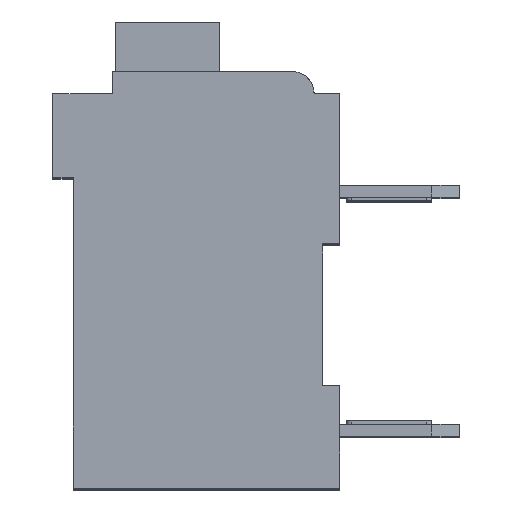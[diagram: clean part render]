
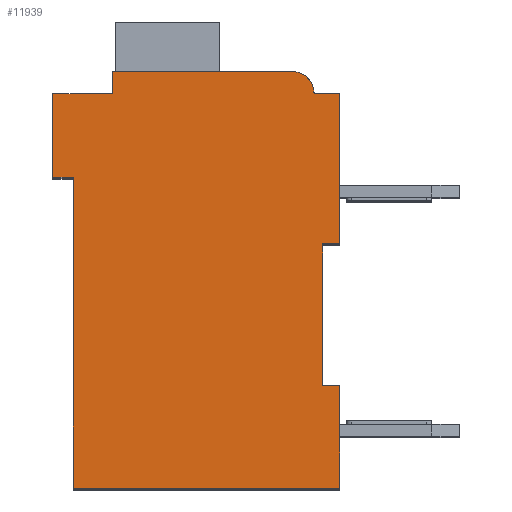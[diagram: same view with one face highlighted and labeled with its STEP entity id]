
A CAD part, top view. The second image highlights one B-rep face of the part: STEP entity #11939.
In plain terms, the highlighted planar face has unit normal (0, 0, 1).
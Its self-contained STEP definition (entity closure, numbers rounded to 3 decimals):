
#2240=DIRECTION('',(1.,0.,0.));
#2241=VECTOR('',#2240,0.5);
#2242=CARTESIAN_POINT('',(7.3,7.15,2.1));
#2243=LINE('',#2242,#2241);
#2244=DIRECTION('',(0.,1.,0.));
#2245=VECTOR('',#2244,4.15);
#2246=CARTESIAN_POINT('',(7.3,3.,2.1));
#2247=LINE('',#2246,#2245);
#2248=DIRECTION('',(-1.,0.,0.));
#2249=VECTOR('',#2248,0.5);
#2250=CARTESIAN_POINT('',(7.8,3.,2.1));
#2251=LINE('',#2250,#2249);
#2252=DIRECTION('',(0.,1.,0.));
#2253=VECTOR('',#2252,3.);
#2254=CARTESIAN_POINT('',(7.8,0.,2.1));
#2255=LINE('',#2254,#2253);
#2256=DIRECTION('',(1.,0.,0.));
#2257=VECTOR('',#2256,7.8);
#2258=CARTESIAN_POINT('',(0.,0.,2.1));
#2259=LINE('',#2258,#2257);
#2260=DIRECTION('',(0.,-1.,0.));
#2261=VECTOR('',#2260,9.1);
#2262=CARTESIAN_POINT('',(0.,9.1,2.1));
#2263=LINE('',#2262,#2261);
#2264=DIRECTION('',(1.,0.,0.));
#2265=VECTOR('',#2264,0.6);
#2266=CARTESIAN_POINT('',(-0.6,9.1,2.1));
#2267=LINE('',#2266,#2265);
#2268=DIRECTION('',(0.,-1.,0.));
#2269=VECTOR('',#2268,2.45);
#2270=CARTESIAN_POINT('',(-0.6,11.55,2.1));
#2271=LINE('',#2270,#2269);
#2272=DIRECTION('',(-1.,0.,0.));
#2273=VECTOR('',#2272,1.75);
#2274=CARTESIAN_POINT('',(1.15,11.55,2.1));
#2275=LINE('',#2274,#2273);
#2276=DIRECTION('',(0.,-1.,0.));
#2277=VECTOR('',#2276,0.65);
#2278=CARTESIAN_POINT('',(1.15,12.2,2.1));
#2279=LINE('',#2278,#2277);
#2280=DIRECTION('',(-1.,0.,0.));
#2281=VECTOR('',#2280,5.25);
#2282=CARTESIAN_POINT('',(6.4,12.2,2.1));
#2283=LINE('',#2282,#2281);
#2284=CARTESIAN_POINT('',(6.4,11.55,2.1));
#2285=DIRECTION('',(0.,0.,1.));
#2286=DIRECTION('',(1.,0.,0.));
#2287=AXIS2_PLACEMENT_3D('',#2284,#2285,#2286);
#2289=DIRECTION('',(-1.,0.,0.));
#2290=VECTOR('',#2289,0.75);
#2291=CARTESIAN_POINT('',(7.8,11.55,2.1));
#2292=LINE('',#2291,#2290);
#2293=DIRECTION('',(0.,1.,0.));
#2294=VECTOR('',#2293,4.4);
#2295=CARTESIAN_POINT('',(7.8,7.15,2.1));
#2296=LINE('',#2295,#2294);
#7579=CARTESIAN_POINT('',(7.3,7.15,2.1));
#7580=CARTESIAN_POINT('',(7.8,7.15,2.1));
#7581=VERTEX_POINT('',#7579);
#7582=VERTEX_POINT('',#7580);
#7583=CARTESIAN_POINT('',(7.8,11.55,2.1));
#7584=VERTEX_POINT('',#7583);
#7585=CARTESIAN_POINT('',(7.05,11.55,2.1));
#7586=VERTEX_POINT('',#7585);
#7587=CARTESIAN_POINT('',(6.4,12.2,2.1));
#7588=VERTEX_POINT('',#7587);
#7589=CARTESIAN_POINT('',(1.15,12.2,2.1));
#7590=VERTEX_POINT('',#7589);
#7591=CARTESIAN_POINT('',(1.15,11.55,2.1));
#7592=VERTEX_POINT('',#7591);
#7593=CARTESIAN_POINT('',(-0.6,11.55,2.1));
#7594=VERTEX_POINT('',#7593);
#7595=CARTESIAN_POINT('',(-0.6,9.1,2.1));
#7596=VERTEX_POINT('',#7595);
#7597=CARTESIAN_POINT('',(0.,9.1,2.1));
#7598=VERTEX_POINT('',#7597);
#7599=CARTESIAN_POINT('',(0.,0.,2.1));
#7600=VERTEX_POINT('',#7599);
#7601=CARTESIAN_POINT('',(7.8,0.,2.1));
#7602=VERTEX_POINT('',#7601);
#7603=CARTESIAN_POINT('',(7.8,3.,2.1));
#7604=VERTEX_POINT('',#7603);
#7605=CARTESIAN_POINT('',(7.3,3.,2.1));
#7606=VERTEX_POINT('',#7605);
#11915=CARTESIAN_POINT('',(0.,0.,2.1));
#11916=DIRECTION('',(0.,0.,1.));
#11917=DIRECTION('',(1.,0.,0.));
#11918=AXIS2_PLACEMENT_3D('',#11915,#11916,#11917);
#11919=PLANE('',#11918);
#11920=ORIENTED_EDGE('',*,*,#9956,.F.);
#11921=ORIENTED_EDGE('',*,*,#10363,.F.);
#11923=ORIENTED_EDGE('',*,*,#11922,.F.);
#11925=ORIENTED_EDGE('',*,*,#11924,.F.);
#11927=ORIENTED_EDGE('',*,*,#11926,.F.);
#11928=ORIENTED_EDGE('',*,*,#10670,.F.);
#11929=ORIENTED_EDGE('',*,*,#10758,.F.);
#11930=ORIENTED_EDGE('',*,*,#10912,.F.);
#11931=ORIENTED_EDGE('',*,*,#11071,.F.);
#11932=ORIENTED_EDGE('',*,*,#11140,.F.);
#11933=ORIENTED_EDGE('',*,*,#11402,.F.);
#11934=ORIENTED_EDGE('',*,*,#11773,.F.);
#11935=ORIENTED_EDGE('',*,*,#11685,.F.);
#11936=ORIENTED_EDGE('',*,*,#10179,.F.);
#11937=EDGE_LOOP('',(#11920,#11921,#11923,#11925,#11927,#11928,#11929,#11930,
#11931,#11932,#11933,#11934,#11935,#11936));
#11938=FACE_OUTER_BOUND('',#11937,.F.);
#2288=CIRCLE('',#2287,0.65);
#9956=EDGE_CURVE('',#7581,#7582,#2243,.T.);
#10179=EDGE_CURVE('',#7582,#7584,#2296,.T.);
#10363=EDGE_CURVE('',#7606,#7581,#2247,.T.);
#10670=EDGE_CURVE('',#7598,#7600,#2263,.T.);
#10758=EDGE_CURVE('',#7596,#7598,#2267,.T.);
#10912=EDGE_CURVE('',#7594,#7596,#2271,.T.);
#11071=EDGE_CURVE('',#7592,#7594,#2275,.T.);
#11140=EDGE_CURVE('',#7590,#7592,#2279,.T.);
#11402=EDGE_CURVE('',#7588,#7590,#2283,.T.);
#11685=EDGE_CURVE('',#7584,#7586,#2292,.T.);
#11773=EDGE_CURVE('',#7586,#7588,#2288,.T.);
#11922=EDGE_CURVE('',#7604,#7606,#2251,.T.);
#11924=EDGE_CURVE('',#7602,#7604,#2255,.T.);
#11926=EDGE_CURVE('',#7600,#7602,#2259,.T.);
#11939=ADVANCED_FACE('',(#11938),#11919,.T.);
